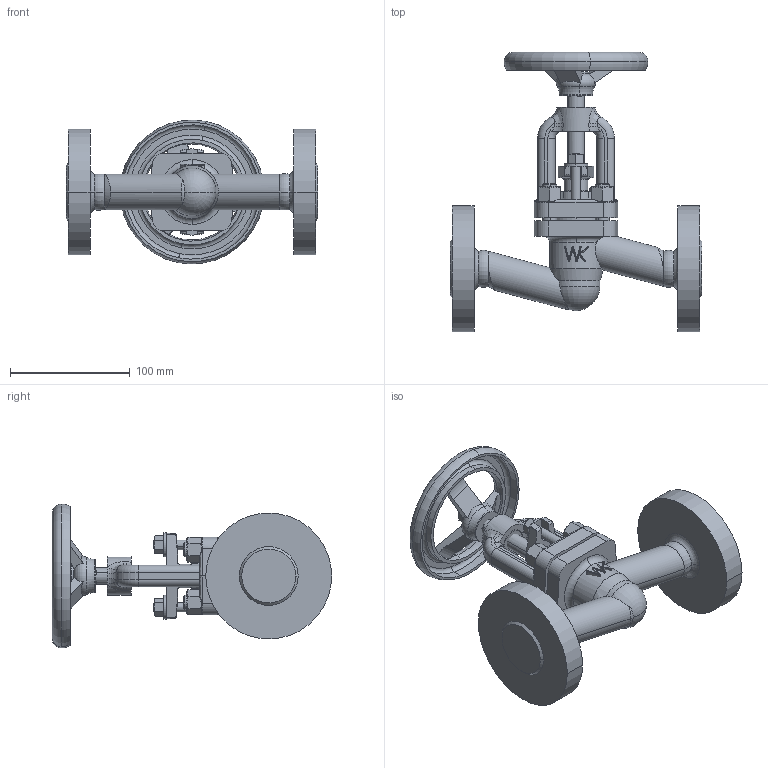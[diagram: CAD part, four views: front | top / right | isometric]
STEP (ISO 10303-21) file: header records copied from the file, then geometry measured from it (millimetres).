
FILE_DESCRIPTION (( 'STEP AP214' ), '1' );
FILE_NAME ('[15] 530 DN15 3-1563 katalog uproszczony.STEP', '2015-03-18T08:59:34', ( '' ), ( '' ), 'SwSTEP 2.0', 'SolidWorks 2015', '' );
FILE_SCHEMA (( 'AUTOMOTIVE_DESIGN' ));
Length unit declared in the file: millimetre
Products named in the file (1): [15] 530 DN15 3-1563 katalog uproszczony
Bounding box: 210 x 233 x 119.97 mm (x, y, z)
Volume: 857667.4 mm3; surface area: 186212.8 mm2
Topology: 38 solids, 38 shells, 703 faces, 1569 edges, 914 vertices
Faces by surface type: plane 213, cylinder 194, cone 161, torus 67, bspline 36, sphere 32
Entity records: 23141 total; most frequent: CARTESIAN_POINT 7860, DIRECTION 3130, ORIENTED_EDGE 3068, EDGE_CURVE 1534, AXIS2_PLACEMENT_3D 1336, VERTEX_POINT 914, EDGE_LOOP 720, ADVANCED_FACE 703
